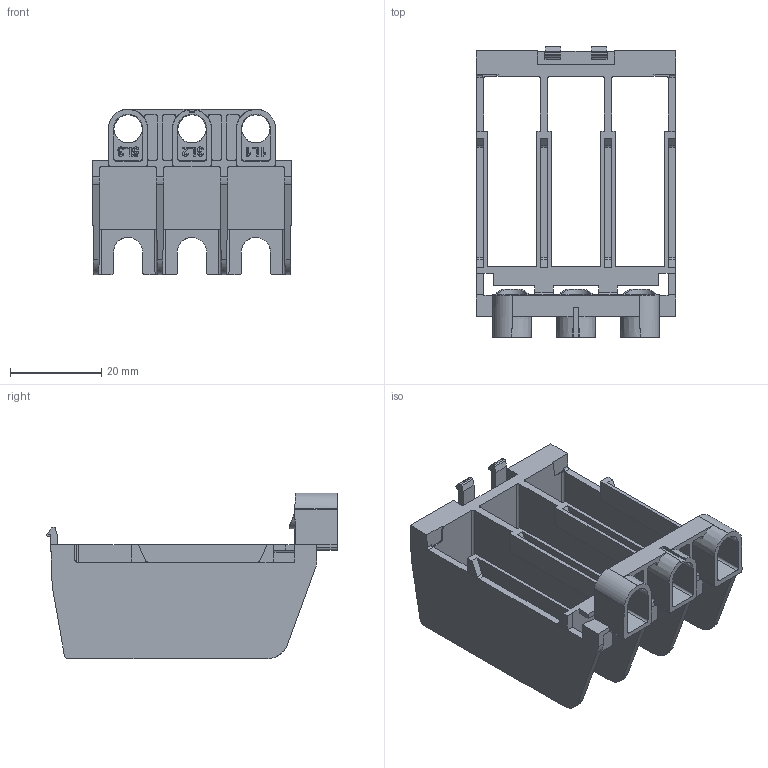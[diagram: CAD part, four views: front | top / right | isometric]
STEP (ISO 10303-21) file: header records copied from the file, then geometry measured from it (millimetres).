
FILE_DESCRIPTION(/* description */ (''),/* implementation_level */ '2;1');
FILE_NAME(/* name */ 'FILE_STP_CAD_DRAWING_30201603.stp',/* time_stamp */ '2017-04-18T18:13:08+02:00',/* author */ ('Francavilla'),/* organization */ (''),/* preprocessor_version */ 'ST-DEVELOPER v16.1',/* originating_system */ 'Autodesk Inventor 2016',/* authorisation */ '');
FILE_SCHEMA (('AUTOMOTIVE_DESIGN { 1 0 10303 214 3 1 1 }'));
Length unit declared in the file: millimetre
Products named in the file (1): 30201603
Bounding box: 43.62 x 63.6 x 36.3 mm (x, y, z)
Volume: 11463.4 mm3; surface area: 18175.2 mm2
Topology: 1 solids, 1 shells, 440 faces, 1285 edges, 848 vertices
Faces by surface type: plane 275, cylinder 98, bspline 55, cone 12
Entity records: 15194 total; most frequent: CARTESIAN_POINT 3654, ORIENTED_EDGE 2570, DIRECTION 2182, EDGE_CURVE 1285, LINE 906, VECTOR 906, VERTEX_POINT 848, AXIS2_PLACEMENT_3D 638
